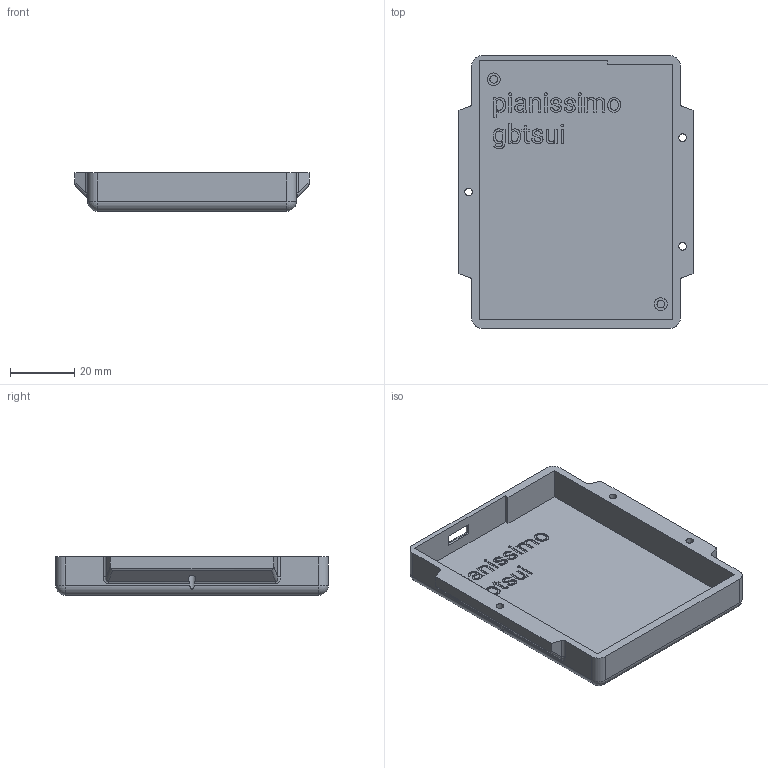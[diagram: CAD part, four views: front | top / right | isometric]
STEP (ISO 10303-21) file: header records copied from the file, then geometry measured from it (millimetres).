
FILE_DESCRIPTION(/* description */ ('STEP AP242','CAx-IF Rec.Pracs.---Representation and Presentation of Product Manufacturing Information (PMI)---4.0---2014-10-13','CAx-IF Rec.Pracs.---3D Tessellated Geometry---0.4---2014-09-14','2;1'),/* implementation_level */ '2;1');
FILE_NAME(/* name */ '67ae7ef60eddb46200438091',/* time_stamp */ '2025-02-13T23:23:34Z',/* author */ (''),/* organization */ (''),/* preprocessor_version */ 'ST-DEVELOPER v20',/* originating_system */ 'ONSHAPE BY PTC INC, 1.193',/* authorisation */ ' ');
FILE_SCHEMA (('AP242_MANAGED_MODEL_BASED_3D_ENGINEERING_MIM_LF { 1 0 10303 442 1 1 4 }'));
Length unit declared in the file: metre
Products named in the file (1): Part 1
Bounding box: 73 x 85 x 12 mm (x, y, z)
Volume: 19410.8 mm3; surface area: 17915 mm2
Topology: 1 solids, 1 shells, 413 faces, 1132 edges, 744 vertices
Faces by surface type: bspline 196, plane 148, cylinder 65, sphere 4
Full cylindrical faces by diameter (mm): 2.4 x5, 4 x2
Entity records: 13686 total; most frequent: CARTESIAN_POINT 4487, ORIENTED_EDGE 2236, DIRECTION 1285, EDGE_CURVE 1118, VERTEX_POINT 741, LINE 601, VECTOR 601, EDGE_LOOP 455
